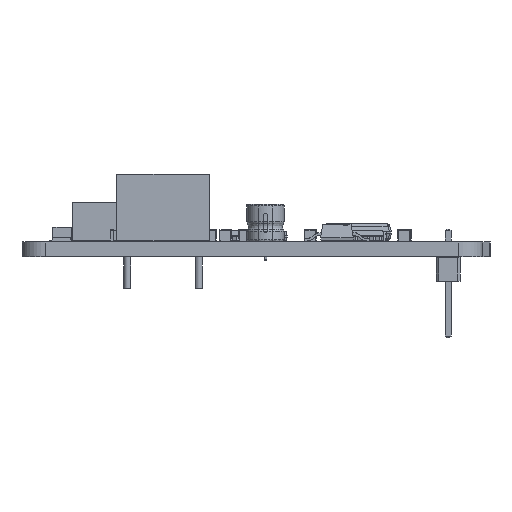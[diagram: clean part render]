
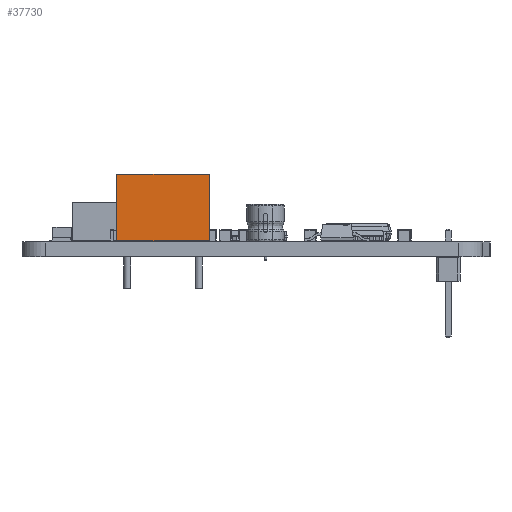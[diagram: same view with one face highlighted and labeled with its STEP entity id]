
A CAD part, left-side view. The second image highlights one B-rep face of the part: STEP entity #37730.
In plain terms, the highlighted face is planar.
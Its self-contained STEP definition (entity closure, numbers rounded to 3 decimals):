
#37705 = VERTEX_POINT('',#37706);
#37706 = CARTESIAN_POINT('',(4.49,-1.14,7.15));
#37712 = EDGE_CURVE('',#37713,#37705,#37715,.T.);
#37713 = VERTEX_POINT('',#37714);
#37714 = CARTESIAN_POINT('',(4.49,-1.14,0.1));
#37715 = LINE('',#37716,#37717);
#37716 = CARTESIAN_POINT('',(4.49,-1.14,0.1));
#37717 = VECTOR('',#37718,1.);
#37718 = DIRECTION('',(0.,0.,1.));
#37730 = ADVANCED_FACE('',(#37731),#37756,.F.);
#37731 = FACE_BOUND('',#37732,.F.);
#37732 = EDGE_LOOP('',(#37733,#37734,#37742,#37750));
#37733 = ORIENTED_EDGE('',*,*,#37712,.T.);
#37734 = ORIENTED_EDGE('',*,*,#37735,.T.);
#37735 = EDGE_CURVE('',#37705,#37736,#37738,.T.);
#37736 = VERTEX_POINT('',#37737);
#37737 = CARTESIAN_POINT('',(4.49,8.76,7.15));
#37738 = LINE('',#37739,#37740);
#37739 = CARTESIAN_POINT('',(4.49,-1.14,7.15));
#37740 = VECTOR('',#37741,1.);
#37741 = DIRECTION('',(0.,1.,0.));
#37742 = ORIENTED_EDGE('',*,*,#37743,.F.);
#37743 = EDGE_CURVE('',#37744,#37736,#37746,.T.);
#37744 = VERTEX_POINT('',#37745);
#37745 = CARTESIAN_POINT('',(4.49,8.76,0.1));
#37746 = LINE('',#37747,#37748);
#37747 = CARTESIAN_POINT('',(4.49,8.76,0.1));
#37748 = VECTOR('',#37749,1.);
#37749 = DIRECTION('',(0.,0.,1.));
#37750 = ORIENTED_EDGE('',*,*,#37751,.F.);
#37751 = EDGE_CURVE('',#37713,#37744,#37752,.T.);
#37752 = LINE('',#37753,#37754);
#37753 = CARTESIAN_POINT('',(4.49,-1.14,0.1));
#37754 = VECTOR('',#37755,1.);
#37755 = DIRECTION('',(0.,1.,0.));
#37756 = PLANE('',#37757);
#37757 = AXIS2_PLACEMENT_3D('',#37758,#37759,#37760);
#37758 = CARTESIAN_POINT('',(4.49,-1.14,0.1));
#37759 = DIRECTION('',(-1.,0.,0.));
#37760 = DIRECTION('',(0.,1.,0.));
